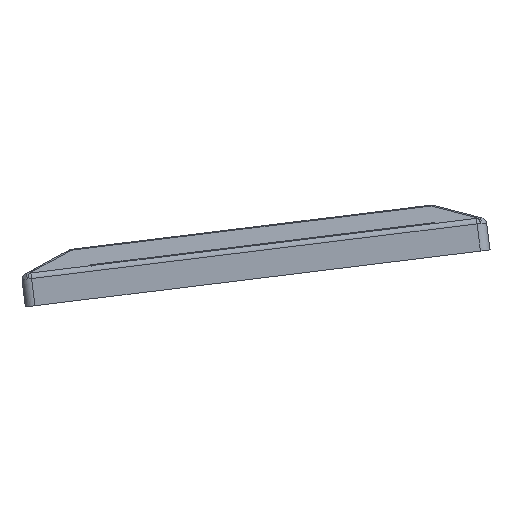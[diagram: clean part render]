
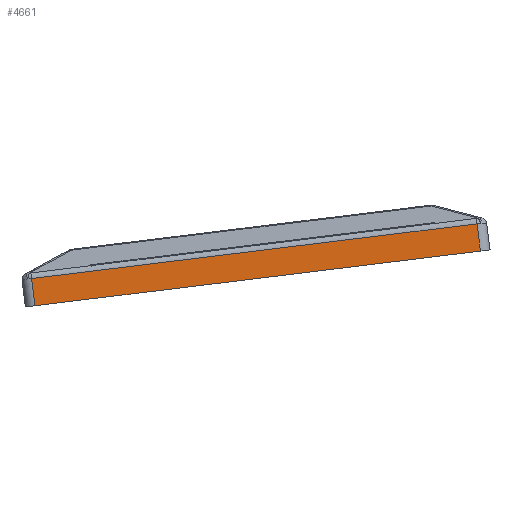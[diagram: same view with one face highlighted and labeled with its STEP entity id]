
A CAD part, left-side view. The second image highlights one B-rep face of the part: STEP entity #4661.
In plain terms, the highlighted planar face has unit normal (-1, 0, 0).
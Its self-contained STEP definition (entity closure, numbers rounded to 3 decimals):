
#279=PLANE('',#5005);
#471=FACE_OUTER_BOUND('',#751,.T.);
#751=EDGE_LOOP('',(#3915,#3916,#3917,#3918));
#1183=LINE('',#7121,#1692);
#1239=LINE('',#7288,#1748);
#1278=LINE('',#7371,#1787);
#1279=LINE('',#7376,#1788);
#1692=VECTOR('',#5717,10.);
#1748=VECTOR('',#5889,10.);
#1787=VECTOR('',#5966,10.);
#1788=VECTOR('',#5973,10.);
#2252=VERTEX_POINT('',#7106);
#2259=VERTEX_POINT('',#7119);
#2312=VERTEX_POINT('',#7286);
#2337=VERTEX_POINT('',#7370);
#2792=EDGE_CURVE('',#2259,#2252,#1183,.T.);
#2865=EDGE_CURVE('',#2259,#2312,#1239,.T.);
#2908=EDGE_CURVE('',#2252,#2337,#1278,.T.);
#2911=EDGE_CURVE('',#2337,#2312,#1279,.T.);
#3915=ORIENTED_EDGE('',*,*,#2865,.T.);
#3916=ORIENTED_EDGE('',*,*,#2911,.F.);
#3917=ORIENTED_EDGE('',*,*,#2908,.F.);
#3918=ORIENTED_EDGE('',*,*,#2792,.F.);
#4661=ADVANCED_FACE('',(#471),#279,.T.);
#5005=AXIS2_PLACEMENT_3D('',#7375,#5971,#5972);
#5717=DIRECTION('',(0.,1.,0.));
#5889=DIRECTION('',(0.,0.,1.));
#5966=DIRECTION('',(0.,0.,1.));
#5971=DIRECTION('center_axis',(-1.,0.,0.));
#5972=DIRECTION('ref_axis',(0.,-1.,0.));
#5973=DIRECTION('',(0.,-1.,0.));
#7106=CARTESIAN_POINT('',(-175.75,153.383,-2.432));
#7119=CARTESIAN_POINT('',(-175.75,14.133,-2.432));
#7121=CARTESIAN_POINT('',(-175.75,14.133,-2.432));
#7286=CARTESIAN_POINT('',(-175.75,14.133,6.063));
#7288=CARTESIAN_POINT('',(-175.75,14.133,0.068));
#7370=CARTESIAN_POINT('',(-175.75,153.383,6.063));
#7371=CARTESIAN_POINT('',(-175.75,153.383,0.068));
#7375=CARTESIAN_POINT('Origin',(-175.75,153.383,0.068));
#7376=CARTESIAN_POINT('',(-175.75,82.258,6.063));
